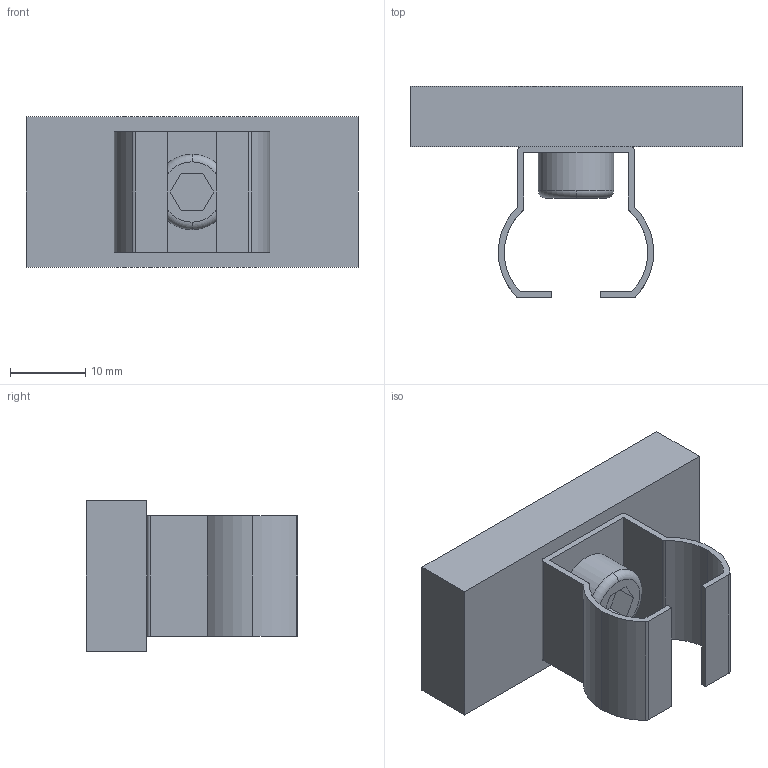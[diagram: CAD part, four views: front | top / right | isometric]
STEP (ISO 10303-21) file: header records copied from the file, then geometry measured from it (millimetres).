
FILE_DESCRIPTION(('STEP AP214'),'1');
FILE_NAME('HALDERV_EH_1586_210.stp','2017-08-30T11:18:09',('TraceParts'),('TraceParts S.A.'),'Spatial InterOp 3D',' ',' ');
FILE_SCHEMA(('automotive_design'));
Length unit declared in the file: millimetre
Products named in the file (3): HALDERV_EH_1586_210_1; HALDERV_EH_1586_210_2; HALDERV_EH_1586_210_3
Bounding box: 44 x 28 x 20 mm (x, y, z)
Volume: 8231.4 mm3; surface area: 5510.7 mm2
Topology: 3 solids, 3 shells, 60 faces, 151 edges, 99 vertices
Faces by surface type: plane 30, cylinder 22, cone 6, torus 2
Entity records: 2346 total; most frequent: DIRECTION 334, CARTESIAN_POINT 313, ORIENTED_EDGE 302, EDGE_CURVE 151, AXIS2_PLACEMENT_3D 120, VERTEX_POINT 99, LINE 94, VECTOR 94
